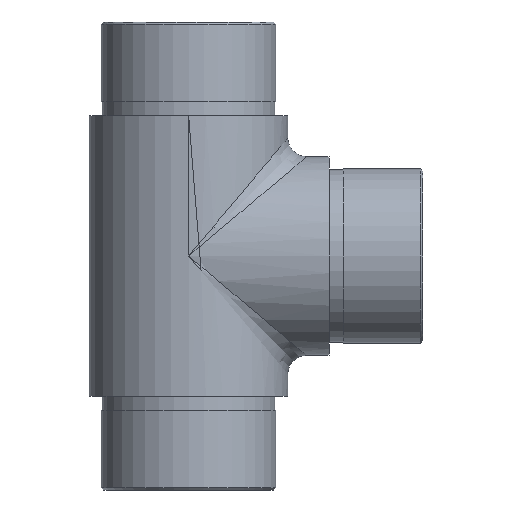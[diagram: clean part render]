
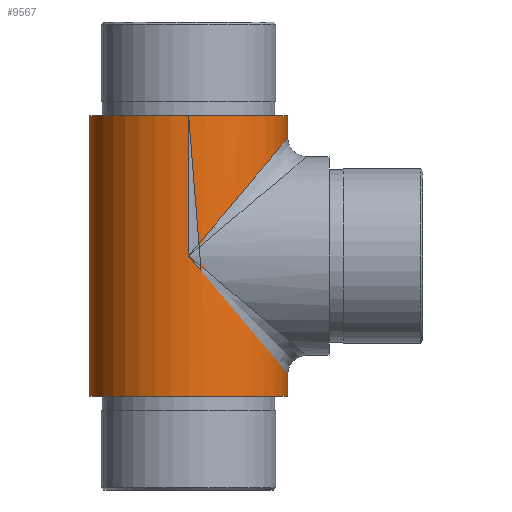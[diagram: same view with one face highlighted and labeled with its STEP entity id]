
A CAD part, left-side view. The second image highlights one B-rep face of the part: STEP entity #9567.
In plain terms, the highlighted cylindrical face has radius 21.2 mm (diameter 42.4 mm), a full revolution.
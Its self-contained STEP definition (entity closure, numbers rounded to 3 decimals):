
#826 = CARTESIAN_POINT ( 'NONE',  ( -21.2, 50., 0. ) ) ;
#829 = VERTEX_POINT ( 'NONE', #7901 ) ;
#927 = CARTESIAN_POINT ( 'NONE',  ( -21.2, 7.6, 50.4 ) ) ;
#1246 = AXIS2_PLACEMENT_3D ( 'NONE', #13271, #3529, #1437 ) ;
#1437 = DIRECTION ( 'NONE',  ( 1., 0., 0. ) ) ;
#1763 = CARTESIAN_POINT ( 'NONE',  ( 21.2, 50., 0. ) ) ;
#1901 = DIRECTION ( 'NONE',  ( -1., 0., 0. ) ) ;
#1949 = EDGE_CURVE ( 'NONE', #10944, #829, #9372, .T. ) ;
#2372 = CIRCLE ( 'NONE', #1246, 21.2 ) ;
#3187 = FACE_OUTER_BOUND ( 'NONE', #6115, .T. ) ;
#3241 = CARTESIAN_POINT ( 'NONE',  ( 21.2, 50., 0. ) ) ;
#3529 = DIRECTION ( 'NONE',  ( 0., 0., 1. ) ) ;
#3654 = CARTESIAN_POINT ( 'NONE',  ( 0., 50., -30. ) ) ;
#4717 = DIRECTION ( 'NONE',  ( 0., 0., 1. ) ) ;
#5022 = FACE_BOUND ( 'NONE', #12250, .T. ) ;
#5253 = CARTESIAN_POINT ( 'NONE',  ( -21.2, 50., 0. ) ) ;
#5300 = CARTESIAN_POINT ( 'NONE',  ( 21.2, 7.6, 50.4 ) ) ;
#5332 = CARTESIAN_POINT ( 'NONE',  ( 21.2, 50., 0. ) ) ;
#5709 = CIRCLE ( 'NONE', #13307, 21.2 ) ;
#6109 = CARTESIAN_POINT ( 'NONE',  ( 21.2, 50., -30. ) ) ;
#6110 = ORIENTED_EDGE ( 'NONE', *, *, #1949, .T. ) ;
#6115 = EDGE_LOOP ( 'NONE', ( #7214 ) ) ;
#6225 = ORIENTED_EDGE ( 'NONE', *, *, #12103, .T. ) ;
#7070 = EDGE_CURVE ( 'NONE', #7126, #7126, #2372, .T. ) ;
#7126 = VERTEX_POINT ( 'NONE', #11493 ) ;
#7214 = ORIENTED_EDGE ( 'NONE', *, *, #7530, .T. ) ;
#7355 = CARTESIAN_POINT ( 'NONE',  ( -21.2, 7.6, -50.4 ) ) ;
#7530 = EDGE_CURVE ( 'NONE', #10152, #10152, #5709, .T. ) ;
#7555 = EDGE_LOOP ( 'NONE', ( #13843 ) ) ;
#7901 = CARTESIAN_POINT ( 'NONE',  ( -21.2, 50., 0. ) ) ;
#8199 = CARTESIAN_POINT ( 'NONE',  ( 0., 50., 30. ) ) ;
#8335 = CARTESIAN_POINT ( 'NONE',  ( 21.2, 7.6, -50.4 ) ) ;
#9179 =( BOUNDED_CURVE ( )  B_SPLINE_CURVE ( 3, ( #5253, #927, #5300, #3241 ),
 .UNSPECIFIED., .F., .F. ) 
 B_SPLINE_CURVE_WITH_KNOTS ( ( 4, 4 ),
 ( 1.571, 4.712 ),
 .UNSPECIFIED. ) 
 CURVE ( )  GEOMETRIC_REPRESENTATION_ITEM ( )  RATIONAL_B_SPLINE_CURVE ( ( 1., 0.333, 0.333, 1. ) ) 
 REPRESENTATION_ITEM ( '' )  );
#9372 =( BOUNDED_CURVE ( )  B_SPLINE_CURVE ( 3, ( #1763, #8335, #7355, #826 ),
 .UNSPECIFIED., .F., .T. ) 
 B_SPLINE_CURVE_WITH_KNOTS ( ( 4, 4 ),
 ( 4.712, 7.854 ),
 .UNSPECIFIED. ) 
 CURVE ( )  GEOMETRIC_REPRESENTATION_ITEM ( )  RATIONAL_B_SPLINE_CURVE ( ( 1., 0.333, 0.333, 1. ) ) 
 REPRESENTATION_ITEM ( '' )  );
#9567 = ADVANCED_FACE ( 'NONE', ( #3187, #11373, #5022 ), #10369, .T. ) ;
#10152 = VERTEX_POINT ( 'NONE', #6109 ) ;
#10369 = CYLINDRICAL_SURFACE ( 'NONE', #11490, 21.2 ) ;
#10477 = DIRECTION ( 'NONE',  ( 0., 0., -1. ) ) ;
#10944 = VERTEX_POINT ( 'NONE', #5332 ) ;
#11114 = DIRECTION ( 'NONE',  ( 1., 0., 0. ) ) ;
#11373 = FACE_OUTER_BOUND ( 'NONE', #7555, .T. ) ;
#11490 = AXIS2_PLACEMENT_3D ( 'NONE', #8199, #10477, #1901 ) ;
#11493 = CARTESIAN_POINT ( 'NONE',  ( 21.2, 50., 30. ) ) ;
#12103 = EDGE_CURVE ( 'NONE', #829, #10944, #9179, .T. ) ;
#12250 = EDGE_LOOP ( 'NONE', ( #6225, #6110 ) ) ;
#13271 = CARTESIAN_POINT ( 'NONE',  ( 0., 50., 30. ) ) ;
#13307 = AXIS2_PLACEMENT_3D ( 'NONE', #3654, #4717, #11114 ) ;
#13843 = ORIENTED_EDGE ( 'NONE', *, *, #7070, .F. ) ;
